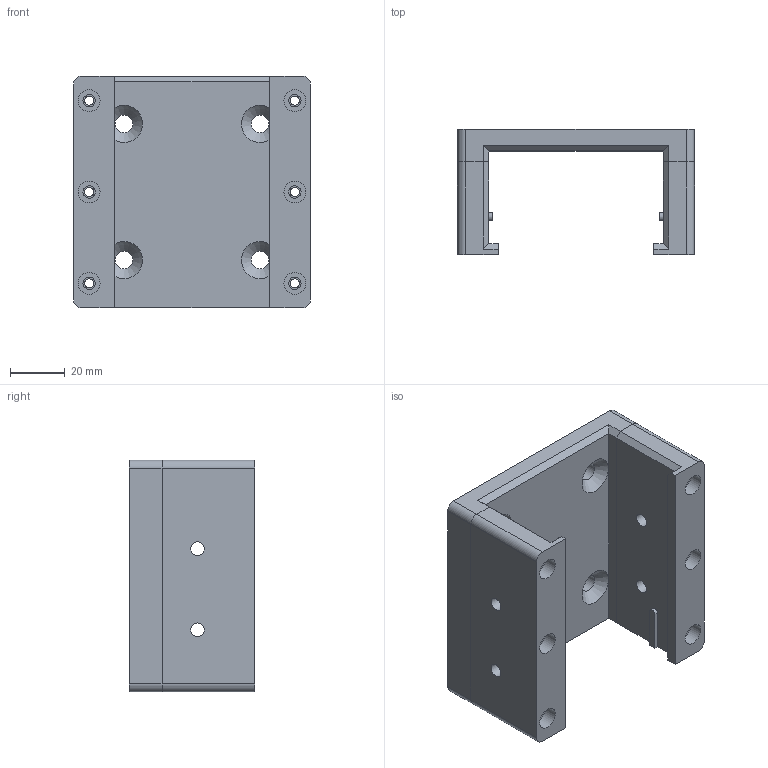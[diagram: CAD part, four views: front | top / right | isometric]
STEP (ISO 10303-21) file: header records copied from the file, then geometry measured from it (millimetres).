
FILE_DESCRIPTION(/* description */ (''),/* implementation_level */ '2;1');
FILE_NAME(/* name */ 'cnc holder multipart.step',/* time_stamp */ '2022-12-05T23:15:45-04:00',/* author */ (''),/* organization */ (''),/* preprocessor_version */ 'ST-DEVELOPER v19.2',/* originating_system */ 'Autodesk Translation Framework v11.17.0.187',/* authorisation */ '');
FILE_SCHEMA (('AUTOMOTIVE_DESIGN { 1 0 10303 214 3 1 1 }'));
Length unit declared in the file: millimetre
Products named in the file (4): CS Holder Main Body; Component1; Component2; Component3
Assembly tree (3 placements, depth 2):
  CS Holder Main Body
    Component1
    Component2
    Component3
Bounding box: 87 x 46 x 85 mm (x, y, z)
Volume: 127715.6 mm3; surface area: 41565.1 mm2
Topology: 3 solids, 3 shells, 85 faces, 211 edges, 138 vertices
Faces by surface type: plane 45, cylinder 36, cone 4
Full cylindrical faces by diameter (mm): 3.332 x6, 4.5 x6, 5.035 x4, 6.5 x4, 8 x6
Entity records: 2734 total; most frequent: DIRECTION 471, CARTESIAN_POINT 441, ORIENTED_EDGE 422, EDGE_CURVE 211, AXIS2_PLACEMENT_3D 168, VERTEX_POINT 138, LINE 135, VECTOR 135
